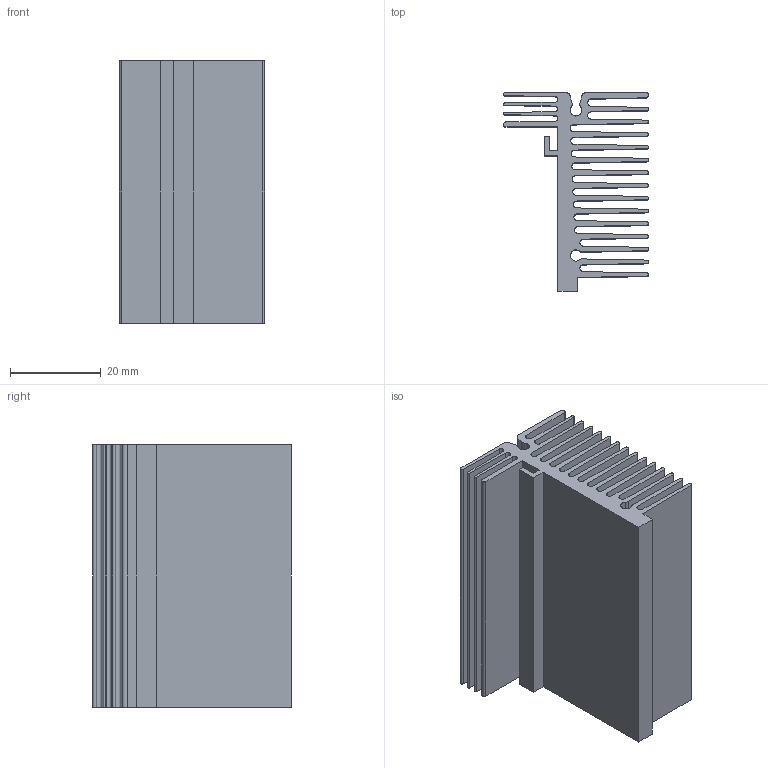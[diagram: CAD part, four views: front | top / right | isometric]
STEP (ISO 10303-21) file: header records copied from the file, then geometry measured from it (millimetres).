
FILE_DESCRIPTION((''),'2;1');
FILE_NAME('OMNI-UNI-32-58-THERMAL','2017-02-06T',('Kevin'),(''),'PRO/ENGINEER BY PARAMETRIC TECHNOLOGY CORPORATION, 2010280','PRO/ENGINEER BY PARAMETRIC TECHNOLOGY CORPORATION, 2010280','');
FILE_SCHEMA(('CONFIG_CONTROL_DESIGN'));
Length unit declared in the file: millimetre
Products named in the file (1): OMNI-UNI-32-58-THERMAL
Bounding box: 32 x 43.8 x 58 mm (x, y, z)
Volume: 26517.6 mm3; surface area: 39896 mm2
Topology: 1 solids, 1 shells, 281 faces, 795 edges, 530 vertices
Faces by surface type: plane 238, cylinder 43
Entity records: 9033 total; most frequent: CARTESIAN_POINT 1606, ORIENTED_EDGE 1590, DIRECTION 1443, EDGE_CURVE 795, VECTOR 709, LINE 709, VERTEX_POINT 530, AXIS2_PLACEMENT_3D 367
